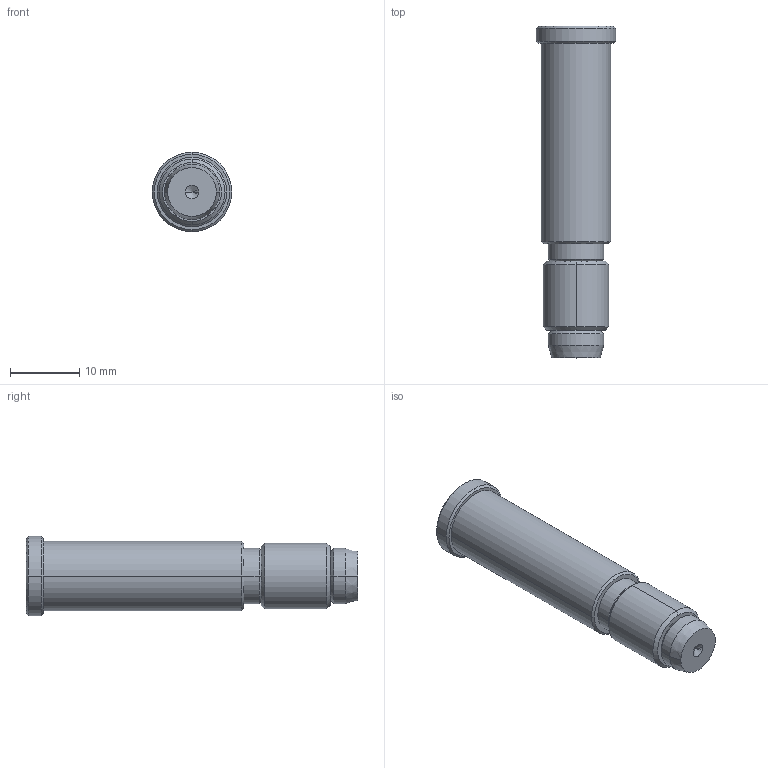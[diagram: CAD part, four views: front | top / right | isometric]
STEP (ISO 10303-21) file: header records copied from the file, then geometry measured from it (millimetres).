
FILE_DESCRIPTION (( 'STEP AP214' ), '1' );
FILE_NAME ('1703.440.stp', '2018-03-27T05:27:38', ( '' ), ( '' ), 'SwSTEP 2.0', 'SolidWorks 2016', '' );
FILE_SCHEMA (( 'AUTOMOTIVE_DESIGN' ));
Length unit declared in the file: millimetre
Products named in the file (1): 1703.440
Bounding box: 11.5 x 48 x 11.5 mm (x, y, z)
Volume: 3525.6 mm3; surface area: 2171.9 mm2
Topology: 2 solids, 2 shells, 56 faces, 122 edges, 72 vertices
Faces by surface type: cone 20, plane 20, cylinder 16
Entity records: 1547 total; most frequent: DIRECTION 290, CARTESIAN_POINT 247, ORIENTED_EDGE 236, EDGE_CURVE 118, AXIS2_PLACEMENT_3D 115, VERTEX_POINT 72, EDGE_LOOP 64, VECTOR 60
